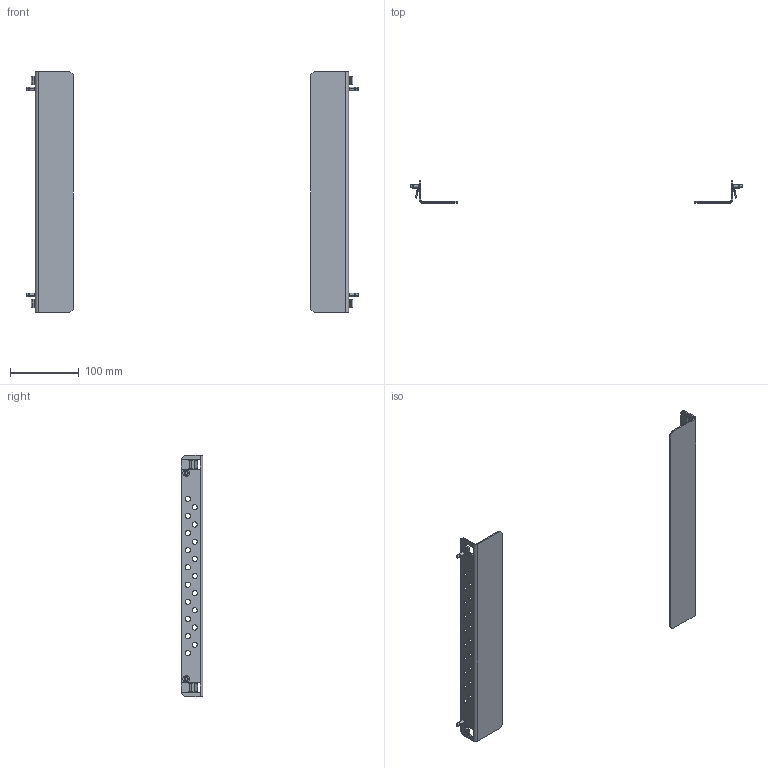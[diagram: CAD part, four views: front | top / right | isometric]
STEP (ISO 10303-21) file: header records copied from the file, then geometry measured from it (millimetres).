
FILE_DESCRIPTION (( 'STEP AP203' ), '1' );
FILE_NAME ('U3000033506 Êîìïëåêò øèí ìîíòàæíûõ óñèëåííûõ äëÿ 19-äþéìîâîãî îáîðóäîâàíèÿ LC2 351ìì (2øò.óï) (000.801.556) .STEP', '2022-04-26T06:55:09', ( '' ), ( '' ), 'SwSTEP 2.0', 'SolidWorks 2017', '' );
FILE_SCHEMA (( 'CONFIG_CONTROL_DESIGN' ));
Length unit declared in the file: millimetre
Products named in the file (5): 026-871 Øèíà ìîíòàæíàÿ óñèëåííàÿ äëÿ 19-äþéìîâîãî îáîðóäîâàíèÿ ÍÈÈÈÑ_00 (351 ¬¬); Âèíò DIN 7500 M TORX_Œ5å16; U3000033506 Êîìïëåêò øèí ìîíòàæíûõ óñèëåííûõ äëÿ 19-äþéìîâîãî îáîðóäîâàíèÿ LC2 351ìì (2øò.óï) (000.801.556) ; 029-408 ﾇ璋襃_00 (351 ｬｬ); 000.169.185 Øèíà ìîíòàæíàÿ óñèëåííàÿ äëÿ 19-äþéìîâîãî îáîðóäîâàíèÿ 351ìì
Assembly tree (9 placements, depth 3):
  U3000033506 Êîìïëåêò øèí ìîíòàæíûõ óñèëåííûõ äëÿ 19-äþéìîâîãî îáîðóäîâàíèÿ LC2 351ìì (2øò.óï) (000.801.556) 
    000.169.185 Øèíà ìîíòàæíàÿ óñèëåííàÿ äëÿ 19-äþéìîâîãî îáîðóäîâàíèÿ 351ìì  x2
      026-871 Øèíà ìîíòàæíàÿ óñèëåííàÿ äëÿ 19-äþéìîâîãî îáîðóäîâàíèÿ ÍÈÈÈÑ_00 (351 ¬¬)
      029-408 ﾇ璋襃_00 (351 ｬｬ)
    Âèíò DIN 7500 M TORX_Œ5å16  x4
Bounding box: 483.4 x 32 x 351 mm (x, y, z)
Volume: 114788 mm3; surface area: 121571.3 mm2
Topology: 10 solids, 10 shells, 472 faces, 1176 edges, 728 vertices
Faces by surface type: cylinder 244, plane 188, cone 24, torus 16
Entity records: 5500 total; most frequent: DIRECTION 923, CARTESIAN_POINT 814, ORIENTED_EDGE 794, EDGE_CURVE 397, AXIS2_PLACEMENT_3D 357, VERTEX_POINT 248, LINE 209, VECTOR 209
